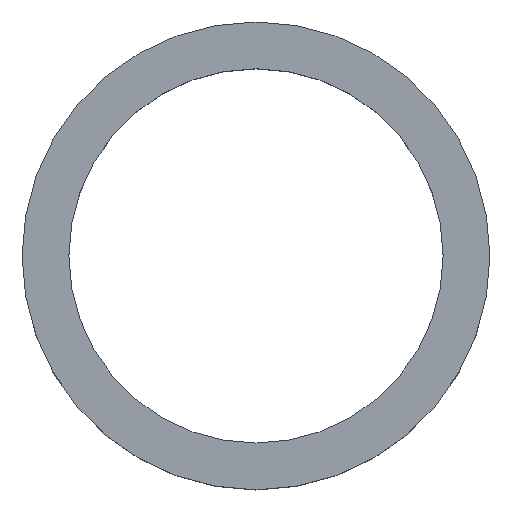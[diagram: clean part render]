
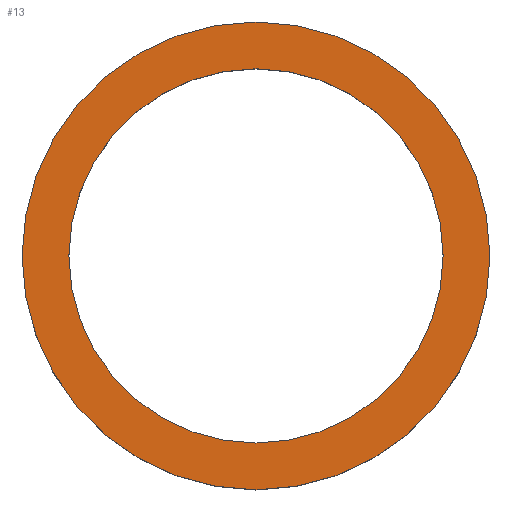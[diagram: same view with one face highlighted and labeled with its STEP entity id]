
A CAD part, top view. The second image highlights one B-rep face of the part: STEP entity #13.
In plain terms, the highlighted planar face has unit normal (0, 0, 1).
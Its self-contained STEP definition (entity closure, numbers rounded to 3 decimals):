
#1 = CARTESIAN_POINT ( 'NONE',  ( 0., 0., 7. ) ) ;
#2 = AXIS2_PLACEMENT_3D ( 'NONE', #136, #143, #145 ) ;
#13 = ADVANCED_FACE ( 'NONE', ( #257, #135 ), #201, .T. ) ;
#22 = CIRCLE ( 'NONE', #32, 15. ) ;
#28 = AXIS2_PLACEMENT_3D ( 'NONE', #133, #42, #53 ) ;
#32 = AXIS2_PLACEMENT_3D ( 'NONE', #343, #358, #372 ) ;
#42 = DIRECTION ( 'NONE',  ( 0., 0., 1. ) ) ;
#53 = DIRECTION ( 'NONE',  ( 1., 0., 0. ) ) ;
#56 = AXIS2_PLACEMENT_3D ( 'NONE', #1, #243, #400 ) ;
#64 = VERTEX_POINT ( 'NONE', #242 ) ;
#67 = CARTESIAN_POINT ( 'NONE',  ( 12., 0., 7. ) ) ;
#93 = ORIENTED_EDGE ( 'NONE', *, *, #422, .F. ) ;
#94 = ORIENTED_EDGE ( 'NONE', *, *, #261, .T. ) ;
#103 = ORIENTED_EDGE ( 'NONE', *, *, #304, .F. ) ;
#133 = CARTESIAN_POINT ( 'NONE',  ( 0., 0., 7. ) ) ;
#135 = FACE_BOUND ( 'NONE', #209, .T. ) ;
#136 = CARTESIAN_POINT ( 'NONE',  ( 0., 0., 7. ) ) ;
#143 = DIRECTION ( 'NONE',  ( 0., 0., 1. ) ) ;
#145 = DIRECTION ( 'NONE',  ( 1., 0., 0. ) ) ;
#153 = CIRCLE ( 'NONE', #2, 12. ) ;
#155 = CIRCLE ( 'NONE', #56, 12. ) ;
#201 = PLANE ( 'NONE',  #220 ) ;
#203 = VERTEX_POINT ( 'NONE', #250 ) ;
#209 = EDGE_LOOP ( 'NONE', ( #103, #93 ) ) ;
#220 = AXIS2_PLACEMENT_3D ( 'NONE', #351, #310, #339 ) ;
#221 = VERTEX_POINT ( 'NONE', #256 ) ;
#224 = ORIENTED_EDGE ( 'NONE', *, *, #348, .T. ) ;
#242 = CARTESIAN_POINT ( 'NONE',  ( 15., 0., 7. ) ) ;
#243 = DIRECTION ( 'NONE',  ( 0., 0., 1. ) ) ;
#250 = CARTESIAN_POINT ( 'NONE',  ( -12., 0., 7. ) ) ;
#256 = CARTESIAN_POINT ( 'NONE',  ( -15., 0., 7. ) ) ;
#257 = FACE_OUTER_BOUND ( 'NONE', #277, .T. ) ;
#261 = EDGE_CURVE ( 'NONE', #221, #64, #385, .T. ) ;
#277 = EDGE_LOOP ( 'NONE', ( #94, #224 ) ) ;
#279 = VERTEX_POINT ( 'NONE', #67 ) ;
#304 = EDGE_CURVE ( 'NONE', #203, #279, #153, .T. ) ;
#310 = DIRECTION ( 'NONE',  ( 0., 0., 1. ) ) ;
#339 = DIRECTION ( 'NONE',  ( 1., 0., 0. ) ) ;
#343 = CARTESIAN_POINT ( 'NONE',  ( 0., 0., 7. ) ) ;
#348 = EDGE_CURVE ( 'NONE', #64, #221, #22, .T. ) ;
#351 = CARTESIAN_POINT ( 'NONE',  ( 0., 0., 7. ) ) ;
#358 = DIRECTION ( 'NONE',  ( 0., 0., 1. ) ) ;
#372 = DIRECTION ( 'NONE',  ( 1., 0., 0. ) ) ;
#385 = CIRCLE ( 'NONE', #28, 15. ) ;
#400 = DIRECTION ( 'NONE',  ( 1., 0., 0. ) ) ;
#422 = EDGE_CURVE ( 'NONE', #279, #203, #155, .T. ) ;
